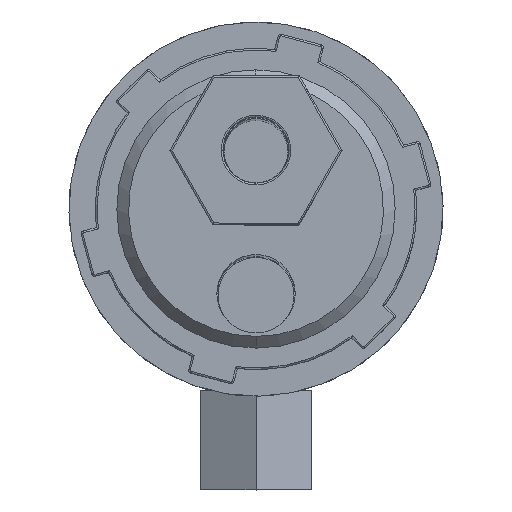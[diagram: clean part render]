
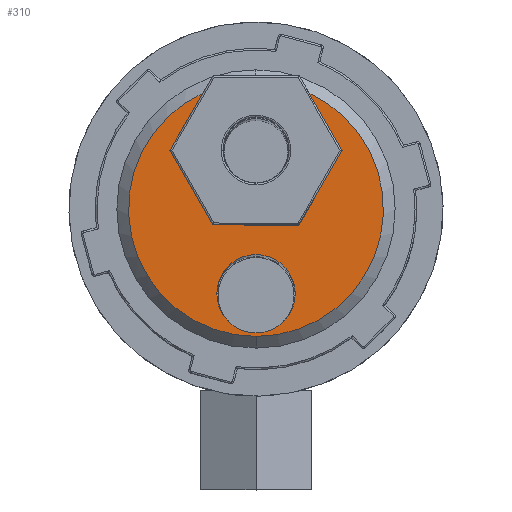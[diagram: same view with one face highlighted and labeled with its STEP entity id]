
A CAD part, top view. The second image highlights one B-rep face of the part: STEP entity #310.
In plain terms, the highlighted planar face has unit normal (0, 0, 1).
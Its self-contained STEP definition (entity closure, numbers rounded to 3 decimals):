
#310 = ADVANCED_FACE ( 'NONE', ( #5462, #5468 ), #8253, .T. ) ;
#604 = DIRECTION ( 'NONE',  ( 1., 0., 0. ) ) ;
#605 = DIRECTION ( 'NONE',  ( 0., 0., 1. ) ) ;
#608 = CARTESIAN_POINT ( 'NONE',  ( 2.726, -7.403, 38.8 ) ) ;
#609 = DIRECTION ( 'NONE',  ( -0.864, 0.503, 0. ) ) ;
#610 = CARTESIAN_POINT ( 'NONE',  ( 2.774, 7.32, 38.8 ) ) ;
#611 = CARTESIAN_POINT ( 'NONE',  ( -10.048, -14.722, 38.8 ) ) ;
#612 = DIRECTION ( 'NONE',  ( 0.003, 1., 0. ) ) ;
#614 = DIRECTION ( 'NONE',  ( 0.868, 0.497, 0. ) ) ;
#615 = DIRECTION ( 'NONE',  ( 1., 0., 0. ) ) ;
#616 = DIRECTION ( 'NONE',  ( 0., 0., 1. ) ) ;
#617 = CARTESIAN_POINT ( 'NONE',  ( 14.5, 0., 38.8 ) ) ;
#637 = CARTESIAN_POINT ( 'NONE',  ( 0., 0., 38.8 ) ) ;
#686 = CARTESIAN_POINT ( 'NONE',  ( -9.952, 14.722, 38.8 ) ) ;
#689 = DIRECTION ( 'NONE',  ( -0.868, -0.497, 0. ) ) ;
#692 = CARTESIAN_POINT ( 'NONE',  ( -22.774, -7.32, 38.8 ) ) ;
#694 = DIRECTION ( 'NONE',  ( 0.864, -0.503, 0. ) ) ;
#856 = EDGE_CURVE ( 'NONE', #2904, #2905, #6550, .T. ) ;
#865 = EDGE_CURVE ( 'NONE', #2902, #2907, #6564, .T. ) ;
#1665 = EDGE_LOOP ( 'NONE', ( #5992, #5993, #5994, #5995, #5996, #5997, #5998 ) ) ;
#1832 = EDGE_LOOP ( 'NONE', ( #5999, #6000 ) ) ;
#2011 = EDGE_CURVE ( 'NONE', #2922, #2926, #7297, .T. ) ;
#2014 = EDGE_CURVE ( 'NONE', #2926, #2927, #7295, .T. ) ;
#2017 = EDGE_CURVE ( 'NONE', #2927, #2921, #7293, .T. ) ;
#2020 = EDGE_CURVE ( 'NONE', #2921, #2907, #7292, .T. ) ;
#2023 = EDGE_CURVE ( 'NONE', #4609, #2902, #7290, .T. ) ;
#2026 = EDGE_CURVE ( 'NONE', #4609, #2922, #7289, .T. ) ;
#2566 = CARTESIAN_POINT ( 'NONE',  ( 14.5, 0., 38.8 ) ) ;
#2644 = DIRECTION ( 'NONE',  ( 1., 0., 0. ) ) ;
#2648 = DIRECTION ( 'NONE',  ( 0., 0., 1. ) ) ;
#2650 = CARTESIAN_POINT ( 'NONE',  ( 0., 0., 38.8 ) ) ;
#2681 = DIRECTION ( 'NONE',  ( 0., 0., 1. ) ) ;
#2731 = DIRECTION ( 'NONE',  ( 1., 0., 0. ) ) ;
#2902 = VERTEX_POINT ( 'NONE', #4929 ) ;
#2904 = VERTEX_POINT ( 'NONE', #4927 ) ;
#2905 = VERTEX_POINT ( 'NONE', #4926 ) ;
#2907 = VERTEX_POINT ( 'NONE', #4923 ) ;
#2921 = VERTEX_POINT ( 'NONE', #4881 ) ;
#2922 = VERTEX_POINT ( 'NONE', #4867 ) ;
#2926 = VERTEX_POINT ( 'NONE', #4877 ) ;
#2927 = VERTEX_POINT ( 'NONE', #4878 ) ;
#3341 = CARTESIAN_POINT ( 'NONE',  ( -19.845, -9.023, 38.8 ) ) ;
#4609 = VERTEX_POINT ( 'NONE', #3341 ) ;
#4867 = CARTESIAN_POINT ( 'NONE',  ( -10.048, -14.722, 38.8 ) ) ;
#4877 = CARTESIAN_POINT ( 'NONE',  ( 2.726, -7.403, 38.8 ) ) ;
#4878 = CARTESIAN_POINT ( 'NONE',  ( 2.774, 7.32, 38.8 ) ) ;
#4881 = CARTESIAN_POINT ( 'NONE',  ( -9.952, 14.722, 38.8 ) ) ;
#4923 = CARTESIAN_POINT ( 'NONE',  ( -19.826, 9.064, 38.8 ) ) ;
#4926 = CARTESIAN_POINT ( 'NONE',  ( 21.2, 0., 38.8 ) ) ;
#4927 = CARTESIAN_POINT ( 'NONE',  ( 7.8, 0., 38.8 ) ) ;
#4929 = CARTESIAN_POINT ( 'NONE',  ( 21.8, 0., 38.8 ) ) ;
#5462 = FACE_OUTER_BOUND ( 'NONE', #1665, .T. ) ;
#5468 = FACE_BOUND ( 'NONE', #1832, .T. ) ;
#5530 = AXIS2_PLACEMENT_3D ( 'NONE', #8255, #8257, #8251 ) ;
#5599 = AXIS2_PLACEMENT_3D ( 'NONE', #2566, #2681, #2731 ) ;
#5603 = AXIS2_PLACEMENT_3D ( 'NONE', #2650, #2648, #2644 ) ;
#5992 = ORIENTED_EDGE ( 'NONE', *, *, #2026, .F. ) ;
#5993 = ORIENTED_EDGE ( 'NONE', *, *, #2023, .T. ) ;
#5994 = ORIENTED_EDGE ( 'NONE', *, *, #865, .T. ) ;
#5995 = ORIENTED_EDGE ( 'NONE', *, *, #2020, .F. ) ;
#5996 = ORIENTED_EDGE ( 'NONE', *, *, #2017, .F. ) ;
#5997 = ORIENTED_EDGE ( 'NONE', *, *, #2014, .F. ) ;
#5998 = ORIENTED_EDGE ( 'NONE', *, *, #2011, .F. ) ;
#5999 = ORIENTED_EDGE ( 'NONE', *, *, #9745, .F. ) ;
#6000 = ORIENTED_EDGE ( 'NONE', *, *, #856, .F. ) ;
#6550 = CIRCLE ( 'NONE', #5599, 6.7 ) ;
#6564 = CIRCLE ( 'NONE', #5603, 21.8 ) ;
#6935 = AXIS2_PLACEMENT_3D ( 'NONE', #637, #605, #604 ) ;
#6936 = AXIS2_PLACEMENT_3D ( 'NONE', #617, #616, #615 ) ;
#7289 = LINE ( 'NONE', #692, #7291 ) ;
#7290 = CIRCLE ( 'NONE', #6935, 21.8 ) ;
#7291 = VECTOR ( 'NONE', #694, 1000. ) ;
#7292 = LINE ( 'NONE', #686, #7294 ) ;
#7293 = LINE ( 'NONE', #610, #7296 ) ;
#7294 = VECTOR ( 'NONE', #689, 1000. ) ;
#7295 = LINE ( 'NONE', #608, #7298 ) ;
#7296 = VECTOR ( 'NONE', #609, 1000. ) ;
#7297 = LINE ( 'NONE', #611, #7300 ) ;
#7298 = VECTOR ( 'NONE', #612, 1000. ) ;
#7299 = CIRCLE ( 'NONE', #6936, 6.7 ) ;
#7300 = VECTOR ( 'NONE', #614, 1000. ) ;
#8251 = DIRECTION ( 'NONE',  ( 1., 0., 0. ) ) ;
#8253 = PLANE ( 'NONE',  #5530 ) ;
#8255 = CARTESIAN_POINT ( 'NONE',  ( 0., 0., 38.8 ) ) ;
#8257 = DIRECTION ( 'NONE',  ( 0., 0., 1. ) ) ;
#9745 = EDGE_CURVE ( 'NONE', #2905, #2904, #7299, .T. ) ;
